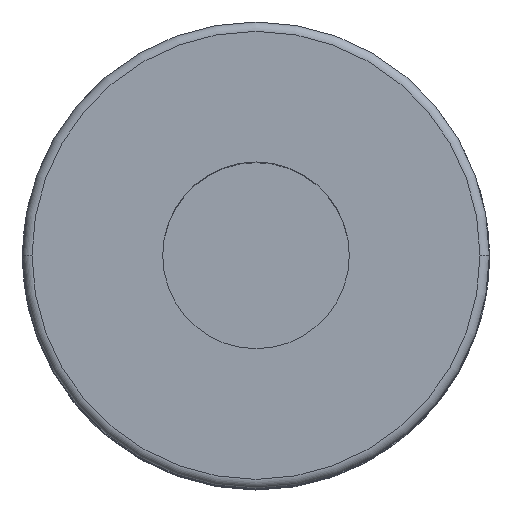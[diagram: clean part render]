
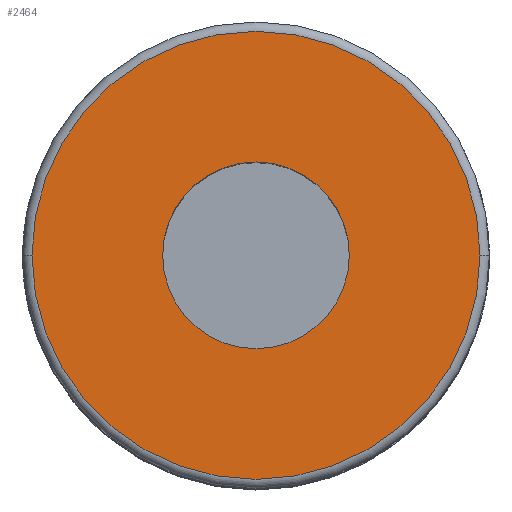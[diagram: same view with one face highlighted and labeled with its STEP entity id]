
A CAD part, top view. The second image highlights one B-rep face of the part: STEP entity #2464.
In plain terms, the highlighted planar face has unit normal (0, 0, 1).
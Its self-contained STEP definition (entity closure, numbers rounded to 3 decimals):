
#179 = EDGE_CURVE ( 'NONE', #2842, #2508, #2812, .T. ) ;
#214 = CARTESIAN_POINT ( 'NONE',  ( 24., 0., 80. ) ) ;
#275 = CIRCLE ( 'NONE', #1122, 10. ) ;
#438 = EDGE_LOOP ( 'NONE', ( #2688, #467 ) ) ;
#467 = ORIENTED_EDGE ( 'NONE', *, *, #2274, .F. ) ;
#487 = CARTESIAN_POINT ( 'NONE',  ( 0., 24., 80. ) ) ;
#863 = CARTESIAN_POINT ( 'NONE',  ( 0., 0., 80. ) ) ;
#938 = ORIENTED_EDGE ( 'NONE', *, *, #179, .F. ) ;
#951 = CARTESIAN_POINT ( 'NONE',  ( -24., 0., 80. ) ) ;
#1007 = DIRECTION ( 'NONE',  ( 0., 0., 1. ) ) ;
#1122 = AXIS2_PLACEMENT_3D ( 'NONE', #2224, #1190, #3013 ) ;
#1190 = DIRECTION ( 'NONE',  ( 0., 0., 1. ) ) ;
#1208 = CARTESIAN_POINT ( 'NONE',  ( 10., 0., 80. ) ) ;
#1310 = DIRECTION ( 'NONE',  ( 0., 0., 1. ) ) ;
#1371 = FACE_BOUND ( 'NONE', #438, .T. ) ;
#1482 = PLANE ( 'NONE',  #2163 ) ;
#1559 = AXIS2_PLACEMENT_3D ( 'NONE', #2864, #1310, #1562 ) ;
#1562 = DIRECTION ( 'NONE',  ( 1., 0., 0. ) ) ;
#1582 = DIRECTION ( 'NONE',  ( 0., 0., -1. ) ) ;
#1633 = CARTESIAN_POINT ( 'NONE',  ( 0., 0., 80. ) ) ;
#1673 = EDGE_CURVE ( 'NONE', #2696, #2952, #2690, .T. ) ;
#1861 = CARTESIAN_POINT ( 'NONE',  ( -10., 0., 80. ) ) ;
#1979 = AXIS2_PLACEMENT_3D ( 'NONE', #863, #1582, #2133 ) ;
#2077 = FACE_OUTER_BOUND ( 'NONE', #2285, .T. ) ;
#2133 = DIRECTION ( 'NONE',  ( -1., 0., 0. ) ) ;
#2163 = AXIS2_PLACEMENT_3D ( 'NONE', #487, #1007, #3058 ) ;
#2181 = DIRECTION ( 'NONE',  ( -1., 0., 0. ) ) ;
#2224 = CARTESIAN_POINT ( 'NONE',  ( 0., 0., 80. ) ) ;
#2274 = EDGE_CURVE ( 'NONE', #2952, #2696, #275, .T. ) ;
#2285 = EDGE_LOOP ( 'NONE', ( #938, #2329 ) ) ;
#2329 = ORIENTED_EDGE ( 'NONE', *, *, #2799, .F. ) ;
#2464 = ADVANCED_FACE ( 'NONE', ( #1371, #2077 ), #1482, .T. ) ;
#2508 = VERTEX_POINT ( 'NONE', #214 ) ;
#2688 = ORIENTED_EDGE ( 'NONE', *, *, #1673, .F. ) ;
#2690 = CIRCLE ( 'NONE', #1559, 10. ) ;
#2696 = VERTEX_POINT ( 'NONE', #1861 ) ;
#2799 = EDGE_CURVE ( 'NONE', #2508, #2842, #3213, .T. ) ;
#2812 = CIRCLE ( 'NONE', #2941, 24. ) ;
#2842 = VERTEX_POINT ( 'NONE', #951 ) ;
#2864 = CARTESIAN_POINT ( 'NONE',  ( 0., 0., 80. ) ) ;
#2940 = DIRECTION ( 'NONE',  ( 0., 0., -1. ) ) ;
#2941 = AXIS2_PLACEMENT_3D ( 'NONE', #1633, #2940, #2181 ) ;
#2952 = VERTEX_POINT ( 'NONE', #1208 ) ;
#3013 = DIRECTION ( 'NONE',  ( 1., 0., 0. ) ) ;
#3058 = DIRECTION ( 'NONE',  ( 1., 0., 0. ) ) ;
#3213 = CIRCLE ( 'NONE', #1979, 24. ) ;
